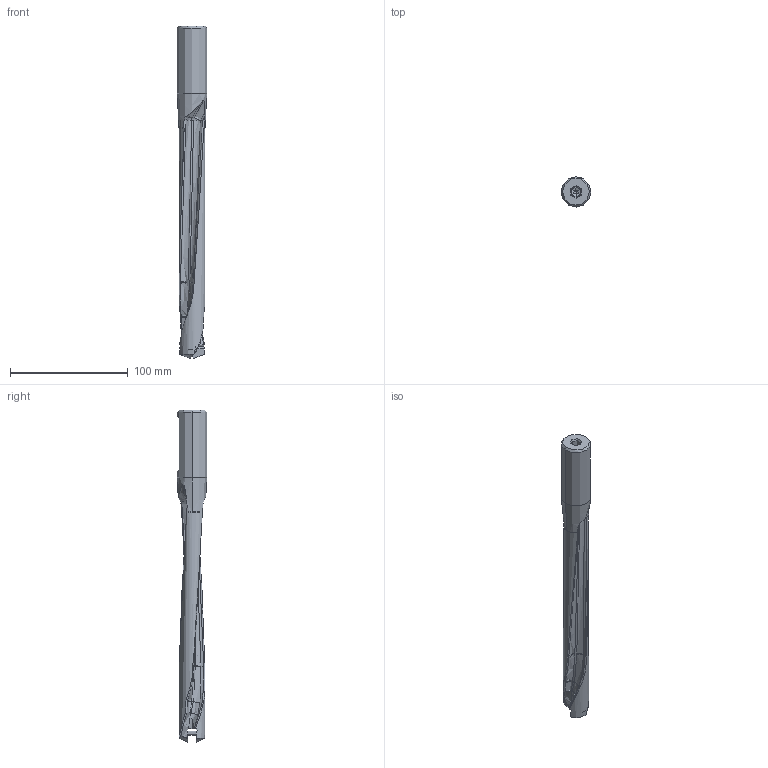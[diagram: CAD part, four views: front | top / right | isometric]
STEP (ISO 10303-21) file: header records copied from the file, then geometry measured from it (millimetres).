
FILE_DESCRIPTION(/* description */ (''),/* implementation_level */ '2;1');
FILE_NAME(/* name */ 'TAWLN0059.stp',/* time_stamp */ '2025-06-11T16:58:57+09:00',/* author */ (''),/* organization */ (''),/* preprocessor_version */ 'ST-DEVELOPER v18.101',/* originating_system */ 'SIEMENS PLM Software NX 2011',/* authorisation */ '');
FILE_SCHEMA (('AUTOMOTIVE_DESIGN { 1 0 10303 214 3 1 1 1 }'));
Length unit declared in the file: millimetre
Products named in the file (1): TAWLN0059_ASM
Bounding box: 25.4 x 25.4 x 281.41 mm (x, y, z)
Volume: 70492.5 mm3; surface area: 26297.3 mm2
Topology: 2 solids, 2 shells, 187 faces, 600 edges, 392 vertices
Faces by surface type: cylinder 56, bspline 48, sphere 34, cone 22, plane 19, torus 8
Entity records: 14776 total; most frequent: CARTESIAN_POINT 10301, ORIENTED_EDGE 1148, DIRECTION 592, EDGE_CURVE 574, B_SPLINE_CURVE_WITH_KNOTS 391, VERTEX_POINT 388, AXIS2_PLACEMENT_3D 258, EDGE_LOOP 192
